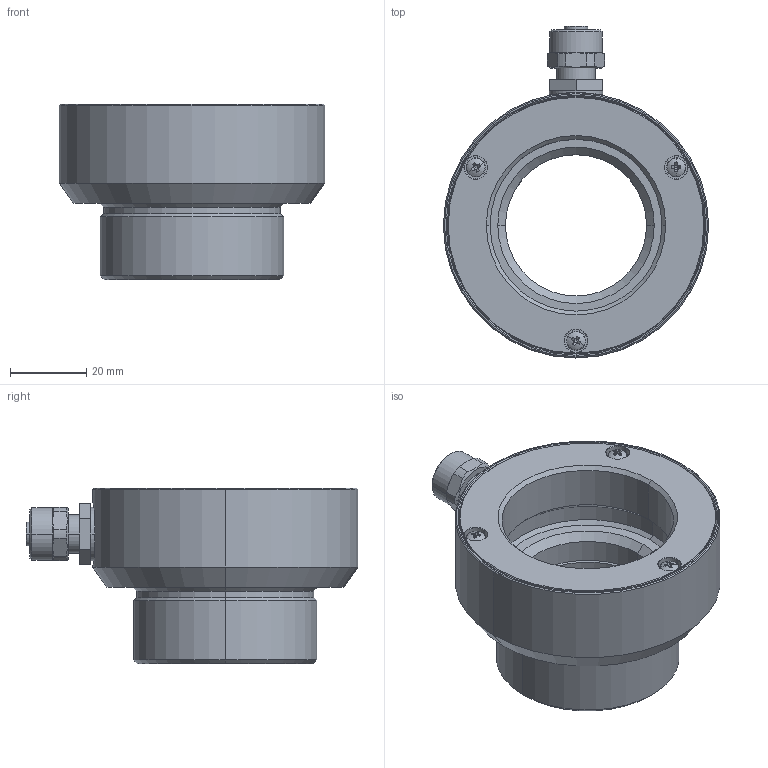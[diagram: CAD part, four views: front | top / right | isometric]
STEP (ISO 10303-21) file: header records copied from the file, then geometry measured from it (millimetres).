
FILE_DESCRIPTION (( 'STEP AP214' ), '1' );
FILE_NAME ('9C311 Luftblasvorsatz CT75.STEP', '2007-10-11T11:46:29', ( 'ab' ), ( '' ), 'SwSTEP 2.0', 'SolidWorks 2007', '' );
FILE_SCHEMA (( 'AUTOMOTIVE_DESIGN' ));
Length unit declared in the file: millimetre
Products named in the file (6): 1C322 LBV-Gewinderohr; 1C321 LBV-Innenkonus; 65010 Einschraubverschraubung G1_8; Linsenschraube KS DIN 7985 VZ M2,5x6; 9C311 Luftblasvorsatz CT75; 65013 Fiberdichtung f黵 G1_8
Assembly tree (7 placements, depth 2):
  9C311 Luftblasvorsatz CT75
    65010 Einschraubverschraubung G1_8
    65013 Fiberdichtung f黵 G1_8
    Linsenschraube KS DIN 7985 VZ M2,5x6  x3
    1C321 LBV-Innenkonus
    1C322 LBV-Gewinderohr
Bounding box: 69.5 x 86.95 x 46 mm (x, y, z)
Volume: 59496.1 mm3; surface area: 35537.6 mm2
Topology: 7 solids, 7 shells, 552 faces, 1334 edges, 807 vertices
Faces by surface type: cone 245, cylinder 160, plane 103, torus 38, sphere 6
Entity records: 9539 total; most frequent: DIRECTION 1781, CARTESIAN_POINT 1709, ORIENTED_EDGE 1452, AXIS2_PLACEMENT_3D 757, EDGE_CURVE 726, VERTEX_POINT 439, CIRCLE 429, EDGE_LOOP 355
